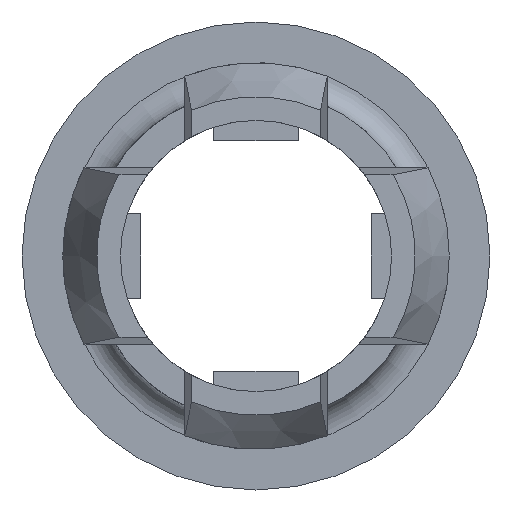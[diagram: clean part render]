
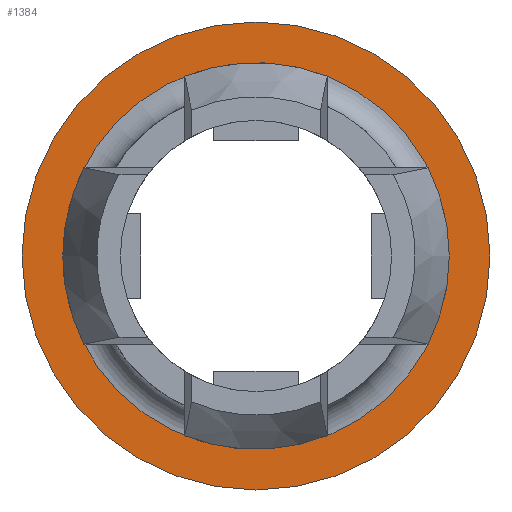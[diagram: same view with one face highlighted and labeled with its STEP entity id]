
A CAD part, front view. The second image highlights one B-rep face of the part: STEP entity #1384.
In plain terms, the highlighted face is planar.
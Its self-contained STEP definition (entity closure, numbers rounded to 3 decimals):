
#324=FACE_BOUND('',#481,.T.);
#326=PLANE('',#1495);
#393=FACE_OUTER_BOUND('',#480,.T.);
#480=EDGE_LOOP('',(#969));
#481=EDGE_LOOP('',(#970,#971));
#568=CIRCLE('',#1490,2.85);
#572=CIRCLE('',#1494,2.85);
#573=CIRCLE('',#1496,3.45);
#622=VERTEX_POINT('',#2093);
#623=VERTEX_POINT('',#2094);
#626=VERTEX_POINT('',#2103);
#754=EDGE_CURVE('',#622,#623,#568,.T.);
#758=EDGE_CURVE('',#623,#622,#572,.T.);
#759=EDGE_CURVE('',#626,#626,#573,.T.);
#969=ORIENTED_EDGE('',*,*,#759,.T.);
#970=ORIENTED_EDGE('',*,*,#754,.F.);
#971=ORIENTED_EDGE('',*,*,#758,.F.);
#1384=ADVANCED_FACE('',(#393,#324),#326,.T.);
#1490=AXIS2_PLACEMENT_3D('',#2095,#1653,#1654);
#1494=AXIS2_PLACEMENT_3D('',#2101,#1661,#1662);
#1495=AXIS2_PLACEMENT_3D('',#2102,#1663,#1664);
#1496=AXIS2_PLACEMENT_3D('',#2104,#1665,#1666);
#1653=DIRECTION('center_axis',(0.,0.,1.));
#1654=DIRECTION('ref_axis',(-0.388,0.922,0.));
#1661=DIRECTION('center_axis',(0.,0.,1.));
#1662=DIRECTION('ref_axis',(-0.388,0.922,0.));
#1663=DIRECTION('center_axis',(0.,0.,1.));
#1664=DIRECTION('ref_axis',(1.,0.,0.));
#1665=DIRECTION('center_axis',(0.,0.,1.));
#1666=DIRECTION('ref_axis',(1.,0.,0.));
#2093=CARTESIAN_POINT('',(1.105,-2.627,1.15));
#2094=CARTESIAN_POINT('',(2.85,0.,1.15));
#2095=CARTESIAN_POINT('Origin',(0.,0.,1.15));
#2101=CARTESIAN_POINT('Origin',(0.,0.,1.15));
#2102=CARTESIAN_POINT('Origin',(0.,0.,1.15));
#2103=CARTESIAN_POINT('',(-3.45,0.,1.15));
#2104=CARTESIAN_POINT('Origin',(0.,0.,1.15));
